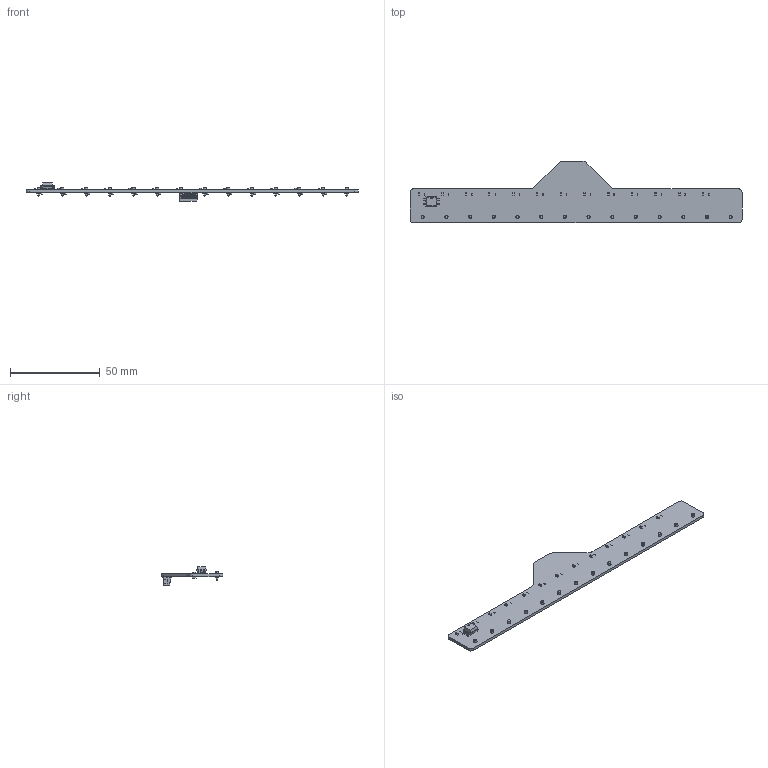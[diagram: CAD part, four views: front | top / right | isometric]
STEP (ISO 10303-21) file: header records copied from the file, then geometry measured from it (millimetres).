
FILE_DESCRIPTION(('KiCad electronic assembly'),'2;1');
FILE_NAME('MV_Abnehmerplatine.step','2024-07-05T00:57:09',('Pcbnew'),( 'Kicad'),'Open CASCADE STEP processor 7.6','KiCad to STEP converter' ,'Unknown');
FILE_SCHEMA(('AUTOMOTIVE_DESIGN { 1 0 10303 214 1 1 1 1 }'));
Length unit declared in the file: millimetre
Products named in the file (12): MV_Abnehmerplatine 1; C_0603_1608Metric; DIP-4_W7.62mm_SMDSocket; DIP_4_W762mm_SMDSocket; WSON-8-1EP_2x2mm_P0.5mm_EP0.9x1.6mm; WSON_8_1EP_2x2mm_P05mm_EP09x16mm; mill-max-0921-1-15-20-75-14-11-0; 2EC981DC-9520-49F7-8F71-10C5616FF6E9; 533092070; MV_Abnehmerplatine_PCB
Assembly tree (48 placements, depth 3):
  MV_Abnehmerplatine 1
    C_0603_1608Metric  x13
      C_0603_1608Metric
    DIP-4_W7.62mm_SMDSocket
      DIP_4_W762mm_SMDSocket
    WSON-8-1EP_2x2mm_P0.5mm_EP0.9x1.6mm  x13
      WSON_8_1EP_2x2mm_P05mm_EP09x16mm
    mill-max-0921-1-15-20-75-14-11-0  x14
      2EC981DC-9520-49F7-8F71-10C5616FF6E9
    533092070
      533092070
    MV_Abnehmerplatine_PCB
Bounding box: 185 x 34.52 x 10.09 mm (x, y, z)
Volume: 6698.1 mm3; surface area: 9854.8 mm2
Topology: 43 solids, 43 shells, 2207 faces, 5918 edges, 3930 vertices
Faces by surface type: plane 1673, cylinder 346, cone 140, sphere 28, bspline 20
Full cylindrical faces by diameter (mm): 0.25 x39, 1.75 x14
Entity records: 28035 total; most frequent: CARTESIAN_POINT 4913, ORIENTED_EDGE 4518, DIRECTION 4221, EDGE_CURVE 2259, LINE 2135, VECTOR 2135, VERTEX_POINT 1449, AXIS2_PLACEMENT_3D 1043
